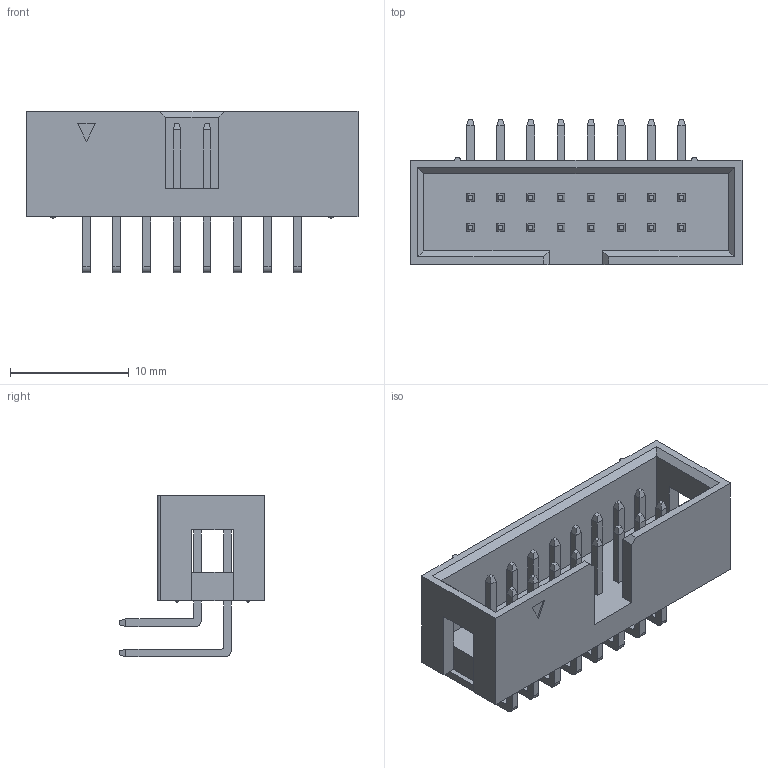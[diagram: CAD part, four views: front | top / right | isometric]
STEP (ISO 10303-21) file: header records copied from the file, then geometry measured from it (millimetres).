
FILE_DESCRIPTION (( 'STEP AP214' ), '1' );
FILE_NAME ('FBH25402-D16B1014K6K-REF.STEP', '2025-08-21T10:15:50', ( '' ), ( '' ), 'SwSTEP 2.0', 'SolidWorks 2021', '' );
FILE_SCHEMA (( 'AUTOMOTIVE_DESIGN' ));
Length unit declared in the file: millimetre
Products named in the file (1): FBH25402-D16B1014K6K-REF
Bounding box: 27.97 x 12.25 x 13.6 mm (x, y, z)
Volume: 1122.5 mm3; surface area: 2137.4 mm2
Topology: 1 solids, 1 shells, 401 faces, 960 edges, 594 vertices
Faces by surface type: plane 359, cylinder 34, torus 8
Entity records: 11324 total; most frequent: CARTESIAN_POINT 1956, ORIENTED_EDGE 1920, DIRECTION 1856, EDGE_CURVE 960, VECTOR 868, LINE 868, VERTEX_POINT 594, AXIS2_PLACEMENT_3D 494
